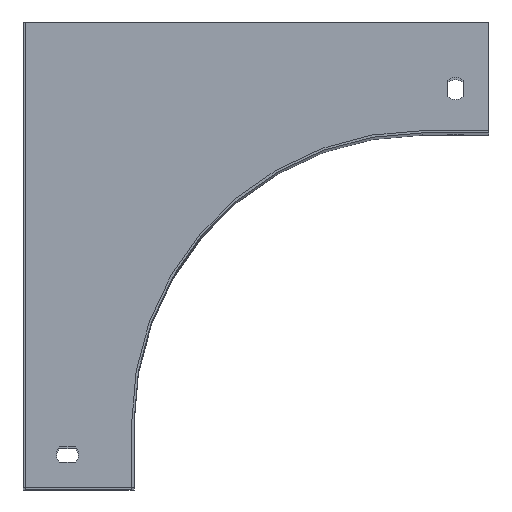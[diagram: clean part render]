
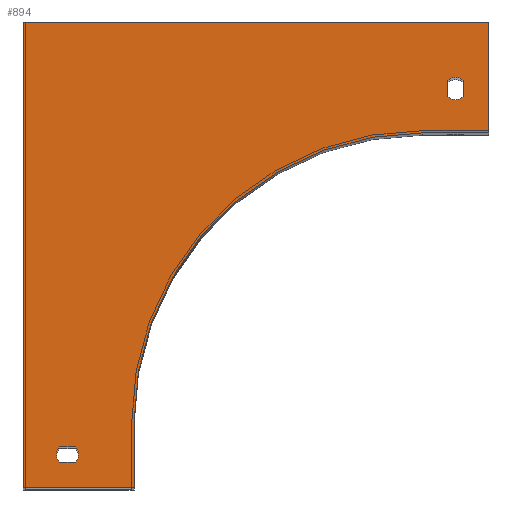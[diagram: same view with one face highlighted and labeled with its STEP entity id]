
A CAD part, top view. The second image highlights one B-rep face of the part: STEP entity #894.
In plain terms, the highlighted planar face has unit normal (0, 0, 1).
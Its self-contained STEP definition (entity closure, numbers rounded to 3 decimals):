
#7 = DIRECTION ( 'NONE',  ( 0., 1., 0. ) ) ;
#10 = CARTESIAN_POINT ( 'NONE',  ( 50., 0., 1. ) ) ;
#16 = DIRECTION ( 'NONE',  ( 1., 0., 0. ) ) ;
#19 = CARTESIAN_POINT ( 'NONE',  ( 0., 0., 1. ) ) ;
#66 = FACE_OUTER_BOUND ( 'NONE', #693, .T. ) ;
#73 = FACE_BOUND ( 'NONE', #701, .T. ) ;
#76 = FACE_BOUND ( 'NONE', #698, .T. ) ;
#135 = VECTOR ( 'NONE', #7, 1000. ) ;
#137 = LINE ( 'NONE', #10, #135 ) ;
#143 = EDGE_CURVE ( 'NONE', #489, #474, #1152, .T. ) ;
#147 = EDGE_CURVE ( 'NONE', #474, #494, #137, .T. ) ;
#151 = EDGE_CURVE ( 'NONE', #494, #499, #510, .T. ) ;
#155 = EDGE_CURVE ( 'NONE', #499, #501, #518, .T. ) ;
#157 = EDGE_CURVE ( 'NONE', #501, #482, #520, .T. ) ;
#158 = EDGE_CURVE ( 'NONE', #495, #493, #522, .T. ) ;
#159 = EDGE_CURVE ( 'NONE', #503, #495, #516, .T. ) ;
#160 = EDGE_CURVE ( 'NONE', #504, #503, #524, .T. ) ;
#161 = EDGE_CURVE ( 'NONE', #493, #504, #525, .T. ) ;
#162 = EDGE_CURVE ( 'NONE', #498, #506, #527, .T. ) ;
#201 = DIRECTION ( 'NONE',  ( -1., 0., 0. ) ) ;
#207 = CARTESIAN_POINT ( 'NONE',  ( 0., 210., 1. ) ) ;
#274 = DIRECTION ( 'NONE',  ( 1., 0., 0. ) ) ;
#275 = DIRECTION ( 'NONE',  ( 0., 0., 1. ) ) ;
#281 = PLANE ( 'NONE',  #344 ) ;
#292 = CARTESIAN_POINT ( 'NONE',  ( 180., 30., 1. ) ) ;
#344 = AXIS2_PLACEMENT_3D ( 'NONE', #292, #275, #274 ) ;
#379 = AXIS2_PLACEMENT_3D ( 'NONE', #1089, #1140, #1064 ) ;
#386 = AXIS2_PLACEMENT_3D ( 'NONE', #1060, #1076, #1078 ) ;
#387 = AXIS2_PLACEMENT_3D ( 'NONE', #1139, #1145, #1134 ) ;
#388 = AXIS2_PLACEMENT_3D ( 'NONE', #1086, #1079, #1073 ) ;
#390 = AXIS2_PLACEMENT_3D ( 'NONE', #1095, #1113, #1131 ) ;
#395 = EDGE_CURVE ( 'NONE', #502, #498, #560, .T. ) ;
#396 = EDGE_CURVE ( 'NONE', #508, #502, #555, .T. ) ;
#397 = EDGE_CURVE ( 'NONE', #506, #508, #561, .T. ) ;
#424 = EDGE_CURVE ( 'NONE', #482, #473, #608, .T. ) ;
#447 = EDGE_CURVE ( 'NONE', #473, #489, #649, .T. ) ;
#473 = VERTEX_POINT ( 'NONE', #1195 ) ;
#474 = VERTEX_POINT ( 'NONE', #1193 ) ;
#482 = VERTEX_POINT ( 'NONE', #1173 ) ;
#489 = VERTEX_POINT ( 'NONE', #1227 ) ;
#493 = VERTEX_POINT ( 'NONE', #1223 ) ;
#494 = VERTEX_POINT ( 'NONE', #1222 ) ;
#495 = VERTEX_POINT ( 'NONE', #1220 ) ;
#498 = VERTEX_POINT ( 'NONE', #1215 ) ;
#499 = VERTEX_POINT ( 'NONE', #1212 ) ;
#501 = VERTEX_POINT ( 'NONE', #1209 ) ;
#502 = VERTEX_POINT ( 'NONE', #1208 ) ;
#503 = VERTEX_POINT ( 'NONE', #1206 ) ;
#504 = VERTEX_POINT ( 'NONE', #1205 ) ;
#506 = VERTEX_POINT ( 'NONE', #1200 ) ;
#508 = VERTEX_POINT ( 'NONE', #1198 ) ;
#510 = CIRCLE ( 'NONE', #390, 130. ) ;
#516 = LINE ( 'NONE', #1080, #526 ) ;
#518 = LINE ( 'NONE', #1144, #519 ) ;
#519 = VECTOR ( 'NONE', #1127, 1000. ) ;
#520 = LINE ( 'NONE', #1056, #523 ) ;
#522 = CIRCLE ( 'NONE', #388, 5. ) ;
#523 = VECTOR ( 'NONE', #1081, 1000. ) ;
#524 = CIRCLE ( 'NONE', #387, 5. ) ;
#525 = LINE ( 'NONE', #1077, #529 ) ;
#526 = VECTOR ( 'NONE', #1132, 1000. ) ;
#527 = CIRCLE ( 'NONE', #386, 5. ) ;
#529 = VECTOR ( 'NONE', #1057, 1000. ) ;
#555 = CIRCLE ( 'NONE', #379, 5. ) ;
#560 = LINE ( 'NONE', #1099, #562 ) ;
#561 = LINE ( 'NONE', #1067, #565 ) ;
#562 = VECTOR ( 'NONE', #1094, 1000. ) ;
#565 = VECTOR ( 'NONE', #1102, 1000. ) ;
#608 = LINE ( 'NONE', #207, #613 ) ;
#613 = VECTOR ( 'NONE', #201, 1000. ) ;
#649 = LINE ( 'NONE', #818, #652 ) ;
#652 = VECTOR ( 'NONE', #817, 1000. ) ;
#693 = EDGE_LOOP ( 'NONE', ( #752, #981, #982, #736, #1002, #972, #974 ) ) ;
#698 = EDGE_LOOP ( 'NONE', ( #971, #760, #1001, #739 ) ) ;
#701 = EDGE_LOOP ( 'NONE', ( #1004, #747, #757, #1005 ) ) ;
#736 = ORIENTED_EDGE ( 'NONE', *, *, #155, .T. ) ;
#739 = ORIENTED_EDGE ( 'NONE', *, *, #397, .F. ) ;
#747 = ORIENTED_EDGE ( 'NONE', *, *, #159, .F. ) ;
#752 = ORIENTED_EDGE ( 'NONE', *, *, #143, .T. ) ;
#757 = ORIENTED_EDGE ( 'NONE', *, *, #160, .F. ) ;
#760 = ORIENTED_EDGE ( 'NONE', *, *, #395, .F. ) ;
#817 = DIRECTION ( 'NONE',  ( 0., -1., 0. ) ) ;
#818 = CARTESIAN_POINT ( 'NONE',  ( 0., 210., 1. ) ) ;
#894 = ADVANCED_FACE ( 'NONE', ( #73, #76, #66 ), #281, .T. ) ;
#971 = ORIENTED_EDGE ( 'NONE', *, *, #162, .F. ) ;
#972 = ORIENTED_EDGE ( 'NONE', *, *, #424, .T. ) ;
#974 = ORIENTED_EDGE ( 'NONE', *, *, #447, .T. ) ;
#981 = ORIENTED_EDGE ( 'NONE', *, *, #147, .T. ) ;
#982 = ORIENTED_EDGE ( 'NONE', *, *, #151, .T. ) ;
#1001 = ORIENTED_EDGE ( 'NONE', *, *, #396, .F. ) ;
#1002 = ORIENTED_EDGE ( 'NONE', *, *, #157, .T. ) ;
#1004 = ORIENTED_EDGE ( 'NONE', *, *, #158, .F. ) ;
#1005 = ORIENTED_EDGE ( 'NONE', *, *, #161, .F. ) ;
#1056 = CARTESIAN_POINT ( 'NONE',  ( 210., 210., 1. ) ) ;
#1057 = DIRECTION ( 'NONE',  ( -1., 0., 0. ) ) ;
#1060 = CARTESIAN_POINT ( 'NONE',  ( 195., 180., 1. ) ) ;
#1064 = DIRECTION ( 'NONE',  ( 1., 0., 0. ) ) ;
#1067 = CARTESIAN_POINT ( 'NONE',  ( 191.5, 176.429, 1. ) ) ;
#1073 = DIRECTION ( 'NONE',  ( 1., 0., 0. ) ) ;
#1076 = DIRECTION ( 'NONE',  ( 0., 0., 1. ) ) ;
#1077 = CARTESIAN_POINT ( 'NONE',  ( 16.429, 18.5, 1. ) ) ;
#1078 = DIRECTION ( 'NONE',  ( 1., 0., 0. ) ) ;
#1079 = DIRECTION ( 'NONE',  ( 0., 0., 1. ) ) ;
#1080 = CARTESIAN_POINT ( 'NONE',  ( 16.429, 11.5, 1. ) ) ;
#1081 = DIRECTION ( 'NONE',  ( 0., 1., 0. ) ) ;
#1086 = CARTESIAN_POINT ( 'NONE',  ( 20., 15., 1. ) ) ;
#1089 = CARTESIAN_POINT ( 'NONE',  ( 195., 180., 1. ) ) ;
#1094 = DIRECTION ( 'NONE',  ( 0., 1., 0. ) ) ;
#1095 = CARTESIAN_POINT ( 'NONE',  ( 180., 30., 1. ) ) ;
#1099 = CARTESIAN_POINT ( 'NONE',  ( 198.5, 176.429, 1. ) ) ;
#1102 = DIRECTION ( 'NONE',  ( 0., -1., 0. ) ) ;
#1113 = DIRECTION ( 'NONE',  ( 0., 0., -1. ) ) ;
#1127 = DIRECTION ( 'NONE',  ( 1., 0., 0. ) ) ;
#1131 = DIRECTION ( 'NONE',  ( 1., 0., 0. ) ) ;
#1132 = DIRECTION ( 'NONE',  ( 1., 0., 0. ) ) ;
#1134 = DIRECTION ( 'NONE',  ( 1., 0., 0. ) ) ;
#1139 = CARTESIAN_POINT ( 'NONE',  ( 20., 15., 1. ) ) ;
#1140 = DIRECTION ( 'NONE',  ( 0., 0., 1. ) ) ;
#1144 = CARTESIAN_POINT ( 'NONE',  ( 210., 160., 1. ) ) ;
#1145 = DIRECTION ( 'NONE',  ( 0., 0., 1. ) ) ;
#1146 = VECTOR ( 'NONE', #16, 1000. ) ;
#1152 = LINE ( 'NONE', #19, #1146 ) ;
#1173 = CARTESIAN_POINT ( 'NONE',  ( 210., 210., 1. ) ) ;
#1193 = CARTESIAN_POINT ( 'NONE',  ( 50., 0., 1. ) ) ;
#1195 = CARTESIAN_POINT ( 'NONE',  ( 0., 210., 1. ) ) ;
#1198 = CARTESIAN_POINT ( 'NONE',  ( 191.5, 176.429, 1. ) ) ;
#1200 = CARTESIAN_POINT ( 'NONE',  ( 191.5, 183.571, 1. ) ) ;
#1205 = CARTESIAN_POINT ( 'NONE',  ( 16.429, 18.5, 1. ) ) ;
#1206 = CARTESIAN_POINT ( 'NONE',  ( 16.429, 11.5, 1. ) ) ;
#1208 = CARTESIAN_POINT ( 'NONE',  ( 198.5, 176.429, 1. ) ) ;
#1209 = CARTESIAN_POINT ( 'NONE',  ( 210., 160., 1. ) ) ;
#1212 = CARTESIAN_POINT ( 'NONE',  ( 180., 160., 1. ) ) ;
#1215 = CARTESIAN_POINT ( 'NONE',  ( 198.5, 183.571, 1. ) ) ;
#1220 = CARTESIAN_POINT ( 'NONE',  ( 23.571, 11.5, 1. ) ) ;
#1222 = CARTESIAN_POINT ( 'NONE',  ( 50., 30., 1. ) ) ;
#1223 = CARTESIAN_POINT ( 'NONE',  ( 23.571, 18.5, 1. ) ) ;
#1227 = CARTESIAN_POINT ( 'NONE',  ( 0., 0., 1. ) ) ;
